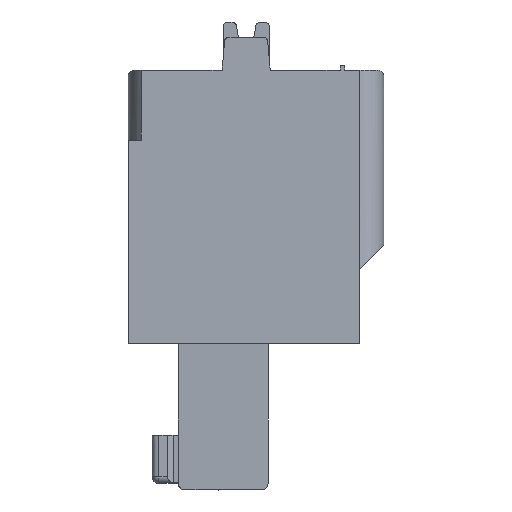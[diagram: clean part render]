
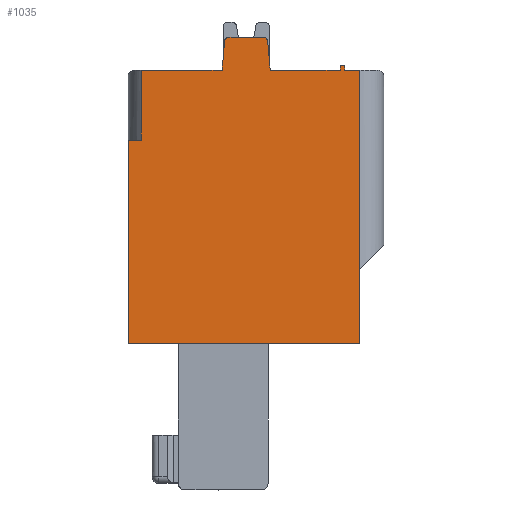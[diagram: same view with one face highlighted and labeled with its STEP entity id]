
A CAD part, left-side view. The second image highlights one B-rep face of the part: STEP entity #1035.
In plain terms, the highlighted planar face has unit normal (-1, 0, 0).
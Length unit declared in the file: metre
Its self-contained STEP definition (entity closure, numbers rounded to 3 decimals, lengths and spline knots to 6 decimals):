
#1035=ADVANCED_FACE('',(#2537),#2538,.F.);
#2537=FACE_OUTER_BOUND('',#4547,.T.);
#2538=PLANE('',#4548);
#4547=EDGE_LOOP('',(#7647,#7648,#7649,#7650,#7651,#7652,#7653,#7654,#7655,#7656,#7657,#7658,#7659,#7660,#7661,#7662));
#4548=AXIS2_PLACEMENT_3D('',#7663,#7664,#7665);
#7647=ORIENTED_EDGE('',*,*,#12611,.F.);
#7648=ORIENTED_EDGE('',*,*,#12893,.F.);
#7649=ORIENTED_EDGE('',*,*,#12894,.F.);
#7650=ORIENTED_EDGE('',*,*,#12895,.F.);
#7651=ORIENTED_EDGE('',*,*,#12896,.F.);
#7652=ORIENTED_EDGE('',*,*,#12897,.F.);
#7653=ORIENTED_EDGE('',*,*,#12898,.F.);
#7654=ORIENTED_EDGE('',*,*,#12899,.T.);
#7655=ORIENTED_EDGE('',*,*,#12900,.F.);
#7656=ORIENTED_EDGE('',*,*,#12901,.T.);
#7657=ORIENTED_EDGE('',*,*,#12902,.F.);
#7658=ORIENTED_EDGE('',*,*,#12903,.F.);
#7659=ORIENTED_EDGE('',*,*,#12904,.F.);
#7660=ORIENTED_EDGE('',*,*,#12172,.F.);
#7661=ORIENTED_EDGE('',*,*,#12905,.F.);
#7662=ORIENTED_EDGE('',*,*,#12906,.F.);
#7663=CARTESIAN_POINT('',(0.31567,0.034769,-0.078355));
#7664=DIRECTION('',(1.0,0.0,0.0));
#7665=DIRECTION('',(0.0,1.0,0.0));
#12172=EDGE_CURVE('',#14659,#14661,#14662,.T.);
#12611=EDGE_CURVE('',#15407,#15374,#15409,.T.);
#12893=EDGE_CURVE('',#15865,#15407,#15866,.T.);
#12894=EDGE_CURVE('',#15867,#15865,#15868,.T.);
#12895=EDGE_CURVE('',#15869,#15867,#15870,.T.);
#12896=EDGE_CURVE('',#15871,#15869,#15872,.T.);
#12897=EDGE_CURVE('',#15873,#15871,#15874,.T.);
#12898=EDGE_CURVE('',#15875,#15873,#15876,.T.);
#12899=EDGE_CURVE('',#15875,#15877,#15878,.T.);
#12900=EDGE_CURVE('',#15879,#15877,#15880,.T.);
#12901=EDGE_CURVE('',#15879,#15881,#15882,.T.);
#12902=EDGE_CURVE('',#15883,#15881,#15884,.T.);
#12903=EDGE_CURVE('',#15885,#15883,#15886,.T.);
#12904=EDGE_CURVE('',#14661,#15885,#15887,.T.);
#12905=EDGE_CURVE('',#15888,#14659,#15889,.T.);
#12906=EDGE_CURVE('',#15374,#15888,#15890,.T.);
#14659=VERTEX_POINT('',#18344);
#14661=VERTEX_POINT('',#18347);
#14662=LINE('',#18348,#18349);
#15374=VERTEX_POINT('',#19459);
#15407=VERTEX_POINT('',#19511);
#15409=LINE('',#19514,#19515);
#15865=VERTEX_POINT('',#20232);
#15866=LINE('',#20233,#20234);
#15867=VERTEX_POINT('',#20235);
#15868=LINE('',#20236,#20237);
#15869=VERTEX_POINT('',#20238);
#15870=LINE('',#20239,#20240);
#15871=VERTEX_POINT('',#20241);
#15872=LINE('',#20242,#20243);
#15873=VERTEX_POINT('',#20244);
#15874=LINE('',#20245,#20246);
#15875=VERTEX_POINT('',#20247);
#15876=LINE('',#20248,#20249);
#15877=VERTEX_POINT('',#20250);
#15878=CIRCLE('',#20251,0.0002);
#15879=VERTEX_POINT('',#20252);
#15880=LINE('',#20253,#20254);
#15881=VERTEX_POINT('',#20255);
#15882=CIRCLE('',#20256,0.0002);
#15883=VERTEX_POINT('',#20257);
#15884=LINE('',#20258,#20259);
#15885=VERTEX_POINT('',#20260);
#15886=LINE('',#20261,#20262);
#15887=LINE('',#20263,#20264);
#15888=VERTEX_POINT('',#20265);
#15889=LINE('',#20266,#20267);
#15890=LINE('',#20268,#20269);
#18344=CARTESIAN_POINT('',(0.31567,0.039383,-0.082855));
#18347=CARTESIAN_POINT('',(0.31567,0.038783,-0.082855));
#18348=CARTESIAN_POINT('',(0.31567,0.038783,-0.082855));
#18349=VECTOR('',#23291,1.0);
#19459=CARTESIAN_POINT('',(0.31567,0.028783,-0.092155));
#19511=CARTESIAN_POINT('',(0.31567,0.028783,-0.079655));
#19514=CARTESIAN_POINT('',(0.31567,0.028783,-0.092155));
#19515=VECTOR('',#23759,1.0);
#20232=CARTESIAN_POINT('',(0.31567,0.029483,-0.079655));
#20233=CARTESIAN_POINT('',(0.31567,0.035083,-0.079655));
#20234=VECTOR('',#24062,1.0);
#20235=CARTESIAN_POINT('',(0.31567,0.029483,-0.079455));
#20236=CARTESIAN_POINT('',(0.31567,0.029483,-0.079655));
#20237=VECTOR('',#24063,1.0);
#20238=CARTESIAN_POINT('',(0.31567,0.029683,-0.079455));
#20239=CARTESIAN_POINT('',(0.31567,0.029483,-0.079455));
#20240=VECTOR('',#24064,1.0);
#20241=CARTESIAN_POINT('',(0.31567,0.029683,-0.079655));
#20242=CARTESIAN_POINT('',(0.31567,0.029683,-0.079455));
#20243=VECTOR('',#24065,1.0);
#20244=CARTESIAN_POINT('',(0.31567,0.032883,-0.079655));
#20245=CARTESIAN_POINT('',(0.31567,0.035083,-0.079655));
#20246=VECTOR('',#24066,1.0);
#20247=CARTESIAN_POINT('',(0.31567,0.032999,-0.078338));
#20248=CARTESIAN_POINT('',(0.31567,0.033102,-0.077155));
#20249=VECTOR('',#24067,1.0);
#20250=CARTESIAN_POINT('',(0.31567,0.033198,-0.078155));
#20251=AXIS2_PLACEMENT_3D('',#24068,#24069,#24070);
#20252=CARTESIAN_POINT('',(0.31567,0.034769,-0.078155));
#20253=CARTESIAN_POINT('',(0.31567,0.035083,-0.078155));
#20254=VECTOR('',#24071,1.0);
#20255=CARTESIAN_POINT('',(0.31567,0.034968,-0.078338));
#20256=AXIS2_PLACEMENT_3D('',#24072,#24073,#24074);
#20257=CARTESIAN_POINT('',(0.31567,0.035083,-0.079655));
#20258=CARTESIAN_POINT('',(0.31567,0.035083,-0.079655));
#20259=VECTOR('',#24075,1.0);
#20260=CARTESIAN_POINT('',(0.31567,0.038783,-0.079655));
#20261=CARTESIAN_POINT('',(0.31567,0.035083,-0.079655));
#20262=VECTOR('',#24076,1.0);
#20263=CARTESIAN_POINT('',(0.31567,0.038783,-0.079655));
#20264=VECTOR('',#24077,1.0);
#20265=CARTESIAN_POINT('',(0.31567,0.039383,-0.092155));
#20266=CARTESIAN_POINT('',(0.31567,0.039383,-0.082855));
#20267=VECTOR('',#24078,1.0);
#20268=CARTESIAN_POINT('',(0.31567,0.039383,-0.092155));
#20269=VECTOR('',#24079,1.0);
#23291=DIRECTION('',(0.0,-1.0,0.));
#23759=DIRECTION('',(0.0,0.0,-1.0));
#24062=DIRECTION('',(0.0,-1.0,0.0));
#24063=DIRECTION('',(0.0,0.0,-1.0));
#24064=DIRECTION('',(0.0,-1.0,0.0));
#24065=DIRECTION('',(0.0,0.0,1.0));
#24066=DIRECTION('',(0.0,-1.0,0.0));
#24067=DIRECTION('',(0.,-0.087,-0.996));
#24068=CARTESIAN_POINT('',(0.31567,0.033198,-0.078355));
#24069=DIRECTION('',(-1.0,0.,-0.0));
#24070=DIRECTION('',(0.0,0.0,-1.0));
#24071=DIRECTION('',(0.,-1.0,0.));
#24072=CARTESIAN_POINT('',(0.31567,0.034769,-0.078355));
#24073=DIRECTION('',(-1.0,0.,-0.0));
#24074=DIRECTION('',(0.0,0.0,-1.0));
#24075=DIRECTION('',(0.,-0.087,0.996));
#24076=DIRECTION('',(0.0,-1.0,0.0));
#24077=DIRECTION('',(0.0,0.0,1.0));
#24078=DIRECTION('',(0.0,0.0,1.0));
#24079=DIRECTION('',(0.0,1.0,0.0));
